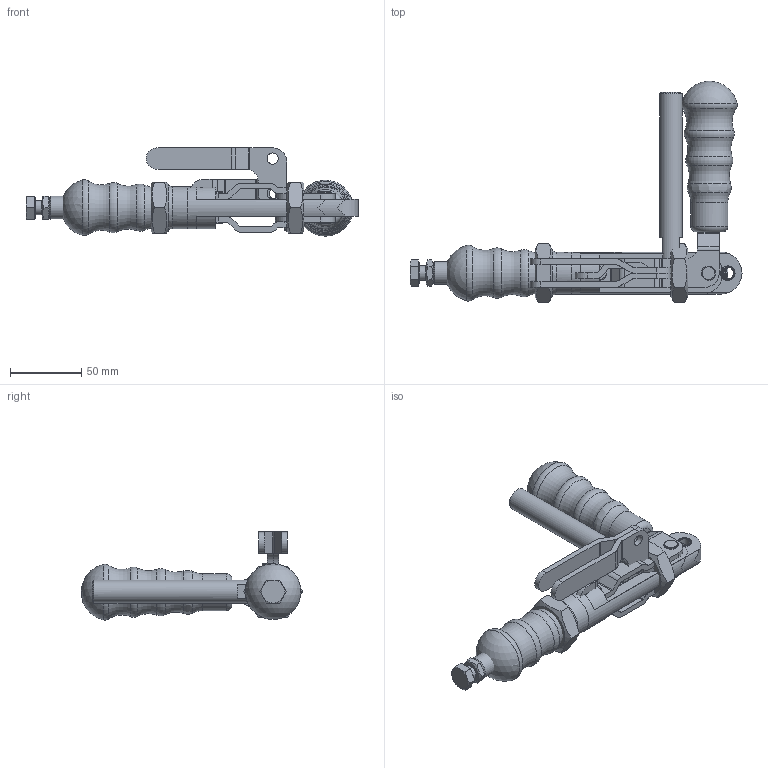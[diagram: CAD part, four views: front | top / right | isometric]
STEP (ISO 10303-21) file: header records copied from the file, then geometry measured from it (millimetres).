
FILE_DESCRIPTION( ( 'Unknown' ), '1' );
FILE_NAME( '375_UPINKA.stp', 'Unknown', ( 'Unknown' ), ( 'Unknown' ), 'PSStep 14.0', 'Unknown', ' ' );
FILE_SCHEMA( ( 'AUTOMOTIVE_DESIGN { 1 0 10303 214 1 1 1 1 }' ) );
Length unit declared in the file: millimetre
Products named in the file (17): Assem1; 375001-M_TELO; 375001_TELO; 820010_POUZDRO 8x12; 375009_NYT 8x10; 375009_NYT 8x10-oa0; 375002_PIST; 375003_TAHLO; 375003_TAHLO-oa1; 375004_OVLADACI PAKA L; 375005_OVLADACI PAKA P; 940004_RUKOJET 16x8; 721022_NYT 8x22; 721022_NYT 8x22-oa2; 800085_SROUB M10x40-CSN ISO 4017; 800006_MATICE M10_DIN4398; 800013_MATICE M24x1,5
Bounding box: 233.42 x 155.63 x 62.03 mm (x, y, z)
Volume: 360150.1 mm3; surface area: 151877.1 mm2
Topology: 32 solids, 32 shells, 729 faces, 1712 edges, 1062 vertices
Faces by surface type: plane 258, cylinder 217, cone 175, torus 68, bspline 9, sphere 2
Full cylindrical faces by diameter (mm): 3 x3, 5 x4, 7.9 x8, 8 x18, 8.02 x3, 8.376 x10, 10 x56, 10.1 x3, 10.2 x3, 14 x4, 14.63 x2, 16 x5, 20.752 x2, 21 x3, 24 x3, 26.044 x2, 29.5 x3
Entity records: 11789 total; most frequent: CARTESIAN_POINT 1776, DIRECTION 1558, ORIENTED_EDGE 1180, AXIS2_PLACEMENT_3D 667, EDGE_CURVE 590, EDGE_LOOP 560, VERTEX_POINT 467, FACE_OUTER_BOUND 442
